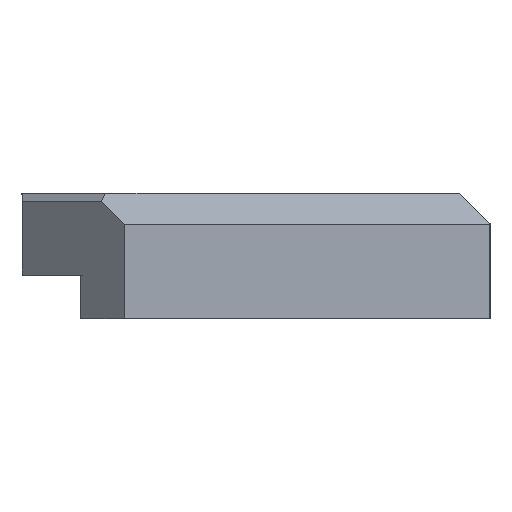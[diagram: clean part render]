
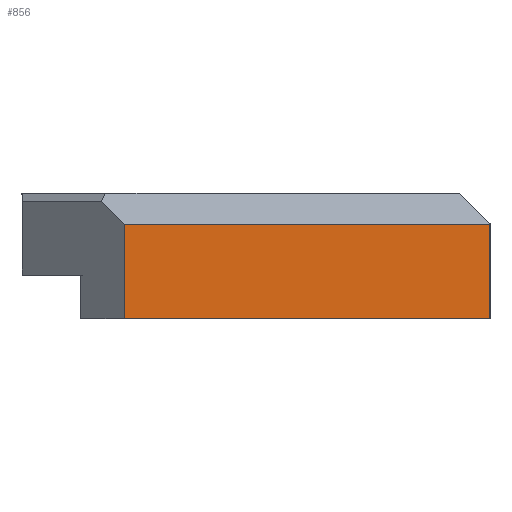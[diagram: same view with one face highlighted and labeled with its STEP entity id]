
A CAD part, left-side view. The second image highlights one B-rep face of the part: STEP entity #856.
In plain terms, the highlighted planar face has unit normal (-1, 0, 0).
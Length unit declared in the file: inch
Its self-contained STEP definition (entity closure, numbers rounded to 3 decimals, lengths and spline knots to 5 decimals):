
#99 = VERTEX_POINT ( 'NONE', #3381 ) ;
#718 = CARTESIAN_POINT ( 'NONE',  ( -0.70866, 0., 0. ) ) ;
#787 = EDGE_LOOP ( 'NONE', ( #2859, #3553, #811, #2091 ) ) ;
#811 = ORIENTED_EDGE ( 'NONE', *, *, #820, .T. ) ;
#820 = EDGE_CURVE ( 'NONE', #3070, #99, #1298, .T. ) ;
#856 = ADVANCED_FACE ( 'NONE', ( #2121 ), #2834, .F. ) ;
#983 = EDGE_CURVE ( 'NONE', #99, #1465, #2843, .T. ) ;
#1104 = CARTESIAN_POINT ( 'NONE',  ( -0.70866, -0.03937, 0.25311 ) ) ;
#1298 = LINE ( 'NONE', #718, #1395 ) ;
#1382 = EDGE_CURVE ( 'NONE', #3247, #1465, #2557, .T. ) ;
#1395 = VECTOR ( 'NONE', #3464, 39.37008 ) ;
#1451 = CARTESIAN_POINT ( 'NONE',  ( -0.70866, 0.98425, 0.25311 ) ) ;
#1453 = DIRECTION ( 'NONE',  ( 0., 1., 0. ) ) ;
#1465 = VERTEX_POINT ( 'NONE', #1451 ) ;
#1713 = CARTESIAN_POINT ( 'NONE',  ( -0.70866, 0.98425, -0.03937 ) ) ;
#1837 = VECTOR ( 'NONE', #1453, 39.37008 ) ;
#1867 = VECTOR ( 'NONE', #2026, 39.37008 ) ;
#1893 = CARTESIAN_POINT ( 'NONE',  ( -0.70866, 0., 0. ) ) ;
#1962 = CARTESIAN_POINT ( 'NONE',  ( -0.70866, 0.98425, 0. ) ) ;
#2026 = DIRECTION ( 'NONE',  ( 0., 0., 1. ) ) ;
#2091 = ORIENTED_EDGE ( 'NONE', *, *, #983, .T. ) ;
#2121 = FACE_OUTER_BOUND ( 'NONE', #787, .T. ) ;
#2408 = CARTESIAN_POINT ( 'NONE',  ( -0.70866, 0., 0. ) ) ;
#2557 = LINE ( 'NONE', #1713, #1867 ) ;
#2705 = DIRECTION ( 'NONE',  ( 0., 1., 0. ) ) ;
#2834 = PLANE ( 'NONE',  #3766 ) ;
#2843 = LINE ( 'NONE', #1104, #1837 ) ;
#2859 = ORIENTED_EDGE ( 'NONE', *, *, #1382, .F. ) ;
#2879 = LINE ( 'NONE', #2408, #3076 ) ;
#2886 = DIRECTION ( 'NONE',  ( 0., 0., -1. ) ) ;
#3070 = VERTEX_POINT ( 'NONE', #1893 ) ;
#3076 = VECTOR ( 'NONE', #2705, 39.37008 ) ;
#3247 = VERTEX_POINT ( 'NONE', #1962 ) ;
#3381 = CARTESIAN_POINT ( 'NONE',  ( -0.70866, 0., 0.25311 ) ) ;
#3464 = DIRECTION ( 'NONE',  ( 0., 0., 1. ) ) ;
#3553 = ORIENTED_EDGE ( 'NONE', *, *, #3560, .F. ) ;
#3560 = EDGE_CURVE ( 'NONE', #3070, #3247, #2879, .T. ) ;
#3758 = DIRECTION ( 'NONE',  ( 1., 0., 0. ) ) ;
#3766 = AXIS2_PLACEMENT_3D ( 'NONE', #3804, #3758, #2886 ) ;
#3804 = CARTESIAN_POINT ( 'NONE',  ( -0.70866, 0., 0. ) ) ;
